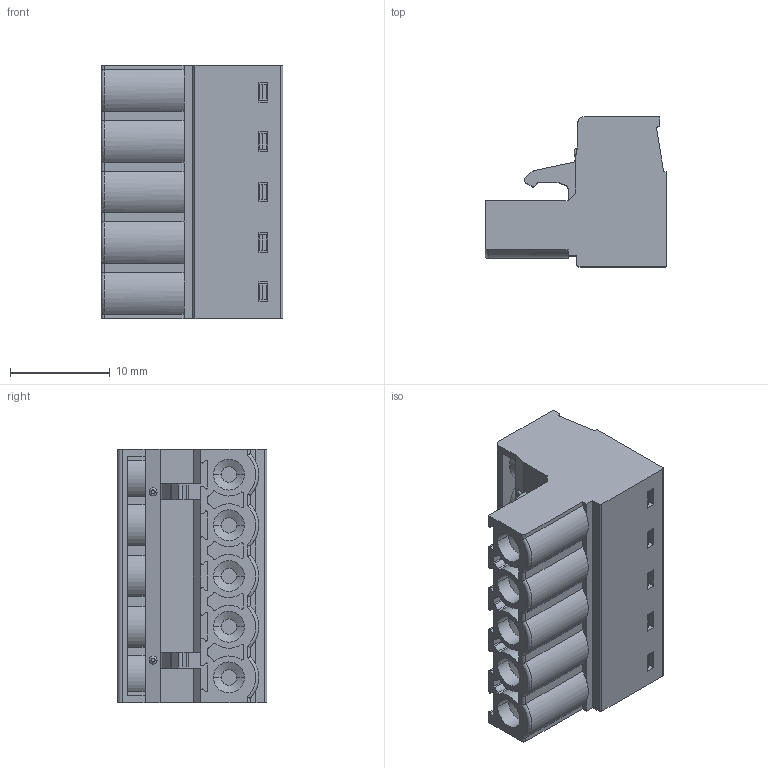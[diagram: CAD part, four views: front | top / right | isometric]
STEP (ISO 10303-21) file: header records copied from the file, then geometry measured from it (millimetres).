
FILE_DESCRIPTION((''),'2;1');
FILE_NAME('MC-RB5_08HXXC-0001','2024-09-05T',('SP'),(''),'CREO PARAMETRIC BY PTC INC, 2014350','CREO PARAMETRIC BY PTC INC, 2014350','');
FILE_SCHEMA(('AUTOMOTIVE_DESIGN { 1 0 10303 214 1 1 1 1 }'));
Length unit declared in the file: millimetre
Products named in the file (1): MC-RB5_08HXXC-0001
Bounding box: 18.2 x 15 x 25.4 mm (x, y, z)
Volume: 4177.2 mm3; surface area: 2820.8 mm2
Topology: 1 solids, 4 shells, 570 faces, 1598 edges, 1071 vertices
Faces by surface type: plane 307, cylinder 191, torus 37, cone 26, bspline 9
Entity records: 20118 total; most frequent: CARTESIAN_POINT 5246, ORIENTED_EDGE 3196, DIRECTION 3012, EDGE_CURVE 1598, VERTEX_POINT 1071, AXIS2_PLACEMENT_3D 1053, VECTOR 906, LINE 906
